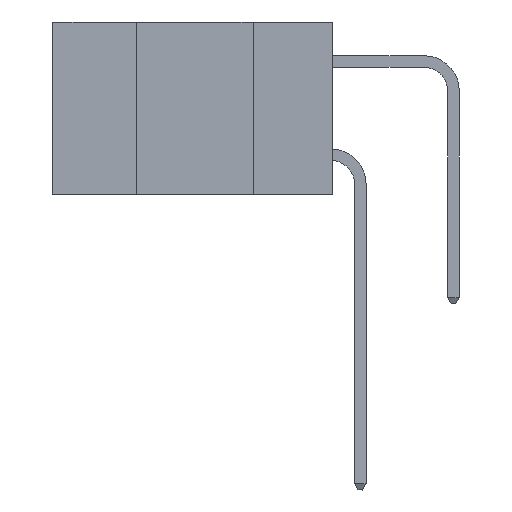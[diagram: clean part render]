
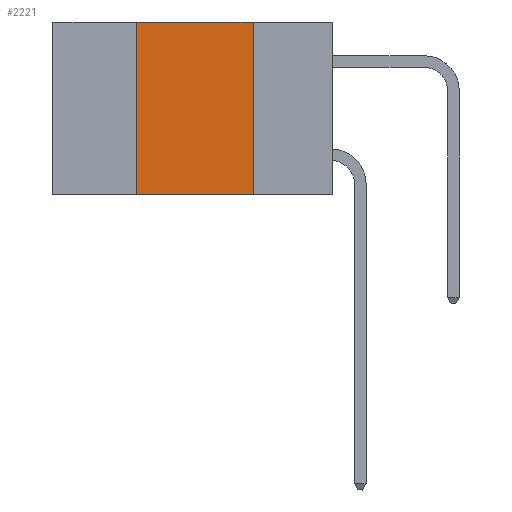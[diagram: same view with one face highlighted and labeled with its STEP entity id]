
A CAD part, left-side view. The second image highlights one B-rep face of the part: STEP entity #2221.
In plain terms, the highlighted planar face has unit normal (-1, 0, 0).
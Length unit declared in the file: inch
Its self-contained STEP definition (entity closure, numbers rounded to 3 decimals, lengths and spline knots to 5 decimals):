
#139 = AXIS2_PLACEMENT_3D ( 'NONE', #1345, #5553, #5597 ) ;
#183 = DIRECTION ( 'NONE',  ( 0., -1., 0. ) ) ;
#723 = EDGE_LOOP ( 'NONE', ( #3571, #23758, #13934, #9374 ) ) ;
#1345 = CARTESIAN_POINT ( 'NONE',  ( 0., 0.6, 0. ) ) ;
#1354 = PLANE ( 'NONE',  #139 ) ;
#2221 = ADVANCED_FACE ( 'NONE', ( #15909 ), #1354, .F. ) ;
#2326 = VERTEX_POINT ( 'NONE', #8206 ) ;
#2682 = CARTESIAN_POINT ( 'NONE',  ( 0., 0.42, 0. ) ) ;
#2900 = VECTOR ( 'NONE', #183, 39.37008 ) ;
#3571 = ORIENTED_EDGE ( 'NONE', *, *, #21677, .F. ) ;
#5013 = DIRECTION ( 'NONE',  ( 0., 0., -1. ) ) ;
#5350 = VECTOR ( 'NONE', #5013, 39.37008 ) ;
#5553 = DIRECTION ( 'NONE',  ( 1., 0., 0. ) ) ;
#5597 = DIRECTION ( 'NONE',  ( 0., 0., -1. ) ) ;
#6033 = VERTEX_POINT ( 'NONE', #25226 ) ;
#7097 = CARTESIAN_POINT ( 'NONE',  ( 0., 0.6, -0.37 ) ) ;
#8206 = CARTESIAN_POINT ( 'NONE',  ( 0., 0.42, -0.37 ) ) ;
#9374 = ORIENTED_EDGE ( 'NONE', *, *, #20289, .T. ) ;
#10328 = CARTESIAN_POINT ( 'NONE',  ( 0., 0.17, 0. ) ) ;
#12406 = EDGE_CURVE ( 'NONE', #2326, #19659, #25818, .T. ) ;
#12502 = DIRECTION ( 'NONE',  ( 0., -1., 0. ) ) ;
#13871 = VECTOR ( 'NONE', #16336, 39.37008 ) ;
#13934 = ORIENTED_EDGE ( 'NONE', *, *, #12406, .F. ) ;
#14035 = VECTOR ( 'NONE', #12502, 39.37008 ) ;
#14746 = LINE ( 'NONE', #25930, #14035 ) ;
#15909 = FACE_OUTER_BOUND ( 'NONE', #723, .T. ) ;
#16331 = CARTESIAN_POINT ( 'NONE',  ( 0., 0.17, 0. ) ) ;
#16336 = DIRECTION ( 'NONE',  ( 0., 0., 1. ) ) ;
#19659 = VERTEX_POINT ( 'NONE', #27388 ) ;
#20289 = EDGE_CURVE ( 'NONE', #2326, #6033, #20997, .T. ) ;
#20997 = LINE ( 'NONE', #7097, #2900 ) ;
#21677 = EDGE_CURVE ( 'NONE', #27095, #6033, #23352, .T. ) ;
#23352 = LINE ( 'NONE', #16331, #5350 ) ;
#23758 = ORIENTED_EDGE ( 'NONE', *, *, #27058, .F. ) ;
#25226 = CARTESIAN_POINT ( 'NONE',  ( 0., 0.17, -0.37 ) ) ;
#25818 = LINE ( 'NONE', #2682, #13871 ) ;
#25930 = CARTESIAN_POINT ( 'NONE',  ( 0., 0.6, 0. ) ) ;
#27058 = EDGE_CURVE ( 'NONE', #19659, #27095, #14746, .T. ) ;
#27095 = VERTEX_POINT ( 'NONE', #10328 ) ;
#27388 = CARTESIAN_POINT ( 'NONE',  ( 0., 0.42, 0. ) ) ;
